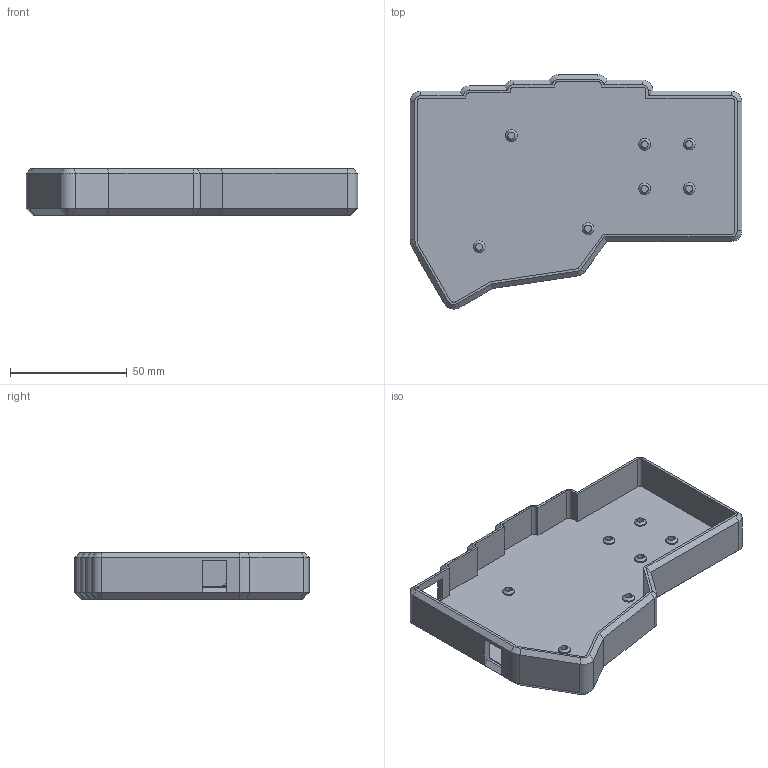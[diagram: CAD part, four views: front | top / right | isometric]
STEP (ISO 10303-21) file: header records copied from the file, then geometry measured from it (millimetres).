
FILE_DESCRIPTION(/* description */ (''),/* implementation_level */ '2;1');
FILE_NAME(/* name */ '5f1bd5a959b2ff10dc9fda44',/* time_stamp */ '2020-07-25T06:48:10+00:00',/* author */ (''),/* organization */ (''),/* preprocessor_version */ 'ST-DEVELOPER v16.7',/* originating_system */ $,/* authorisation */ $);
FILE_SCHEMA (('AUTOMOTIVE_DESIGN {1 0 10303 214 3 1 1}'));
Length unit declared in the file: metre
Products named in the file (1): Case - Right
Bounding box: 141.75 x 100.18 x 20 mm (x, y, z)
Volume: 75306.2 mm3; surface area: 35571.7 mm2
Topology: 1 solids, 1 shells, 146 faces, 346 edges, 208 vertices
Faces by surface type: plane 81, cylinder 36, cone 29
Full cylindrical faces by diameter (mm): 3 x7, 5 x7
Entity records: 4078 total; most frequent: CARTESIAN_POINT 745, DIRECTION 693, ORIENTED_EDGE 650, EDGE_CURVE 325, AXIS2_PLACEMENT_3D 241, LINE 211, VECTOR 211, VERTEX_POINT 208
